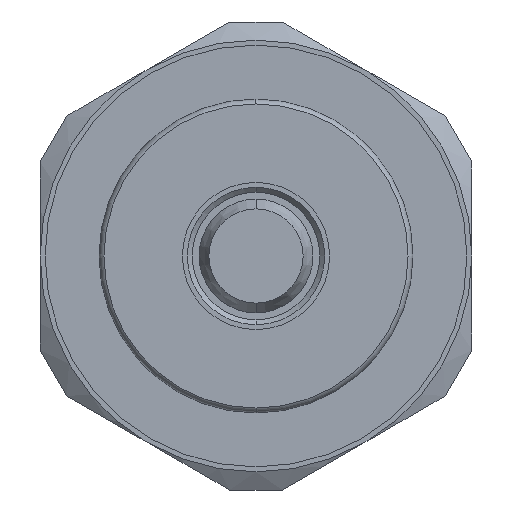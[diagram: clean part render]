
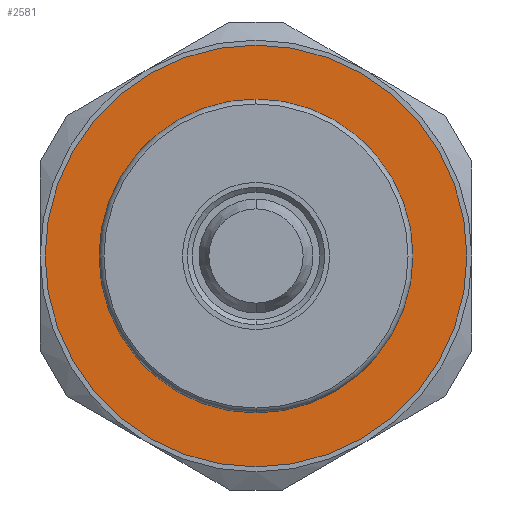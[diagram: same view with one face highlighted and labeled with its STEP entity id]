
A CAD part, front view. The second image highlights one B-rep face of the part: STEP entity #2581.
In plain terms, the highlighted planar face has unit normal (0, -1, 0).
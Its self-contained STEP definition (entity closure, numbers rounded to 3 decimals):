
#236=CARTESIAN_POINT('',(0.,0.62,0.));
#237=DIRECTION('',(0.,-1.,0.));
#238=DIRECTION('',(0.,0.,-1.));
#239=AXIS2_PLACEMENT_3D('',#236,#237,#238);
#241=CARTESIAN_POINT('',(0.,0.62,0.));
#242=DIRECTION('',(0.,1.,0.));
#243=DIRECTION('',(0.,0.,-1.));
#244=AXIS2_PLACEMENT_3D('',#241,#242,#243);
#246=CARTESIAN_POINT('',(0.,0.62,0.));
#247=DIRECTION('',(0.,1.,0.));
#248=DIRECTION('',(0.,0.,-1.));
#249=AXIS2_PLACEMENT_3D('',#246,#247,#248);
#255=CARTESIAN_POINT('',(0.,0.62,0.));
#256=DIRECTION('',(0.,-1.,0.));
#257=DIRECTION('',(0.,0.,-1.));
#258=AXIS2_PLACEMENT_3D('',#255,#256,#257);
#2060=CARTESIAN_POINT('',(0.,0.62,-7.7));
#2062=VERTEX_POINT('',#2060);
#2063=CARTESIAN_POINT('',(0.,0.62,-10.75));
#2065=VERTEX_POINT('',#2063);
#2078=CARTESIAN_POINT('',(0.,0.62,7.7));
#2080=VERTEX_POINT('',#2078);
#2081=CARTESIAN_POINT('',(0.,0.62,10.75));
#2083=VERTEX_POINT('',#2081);
#2566=CARTESIAN_POINT('',(0.,0.62,0.));
#2567=DIRECTION('',(0.,1.,0.));
#2568=DIRECTION('',(0.,0.,-1.));
#2569=AXIS2_PLACEMENT_3D('',#2566,#2567,#2568);
#2570=PLANE('',#2569);
#2572=ORIENTED_EDGE('',*,*,#2571,.T.);
#2574=ORIENTED_EDGE('',*,*,#2573,.F.);
#2575=EDGE_LOOP('',(#2572,#2574));
#2576=FACE_OUTER_BOUND('',#2575,.F.);
#2577=ORIENTED_EDGE('',*,*,#2561,.T.);
#2578=ORIENTED_EDGE('',*,*,#2545,.F.);
#2579=EDGE_LOOP('',(#2577,#2578));
#2580=FACE_BOUND('',#2579,.F.);
#240=CIRCLE('',#239,7.7);
#245=CIRCLE('',#244,7.7);
#250=CIRCLE('',#249,10.75);
#259=CIRCLE('',#258,10.75);
#2545=EDGE_CURVE('',#2062,#2080,#245,.T.);
#2561=EDGE_CURVE('',#2062,#2080,#240,.T.);
#2571=EDGE_CURVE('',#2065,#2083,#250,.T.);
#2573=EDGE_CURVE('',#2065,#2083,#259,.T.);
#2581=ADVANCED_FACE('',(#2576,#2580),#2570,.F.);
